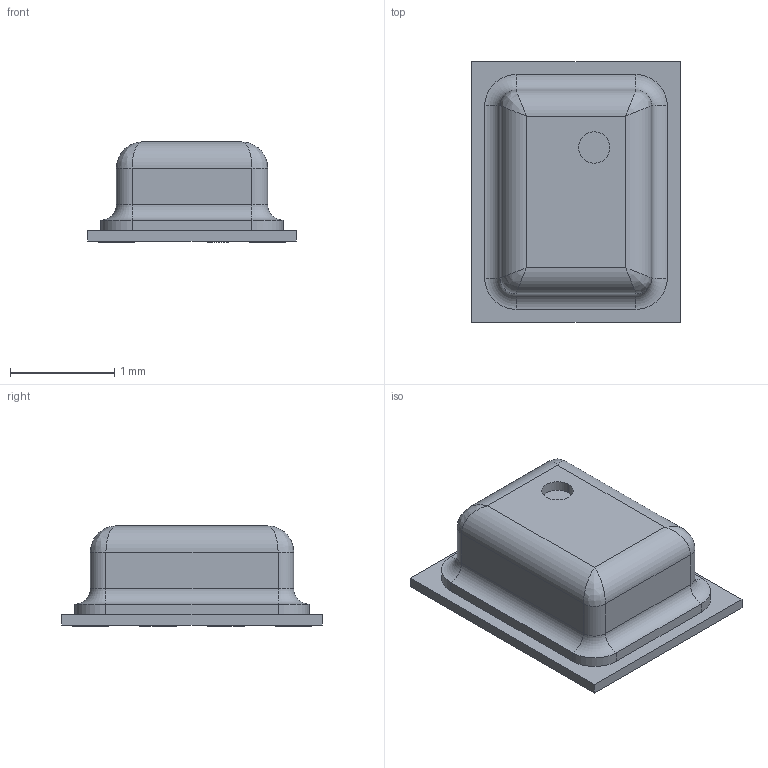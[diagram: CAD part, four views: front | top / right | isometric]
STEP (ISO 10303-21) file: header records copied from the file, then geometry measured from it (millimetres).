
FILE_DESCRIPTION (( 'STEP AP214' ), '1' );
FILE_NAME ('錨璃13.STEP', '2023-08-18T07:53:13', ( '' ), ( '' ), 'SwSTEP 2.0', 'SolidWorks 2020', '' );
FILE_SCHEMA (( 'AUTOMOTIVE_DESIGN' ));
Length unit declared in the file: millimetre
Products named in the file (1): 錨璃13
Bounding box: 2 x 2.5 x 0.96 mm (x, y, z)
Volume: 2.9 mm3; surface area: 15.6 mm2
Topology: 1 solids, 1 shells, 309 faces, 807 edges, 526 vertices
Faces by surface type: plane 183, bspline 102, cylinder 20, torus 4
Entity records: 13366 total; most frequent: CARTESIAN_POINT 3061, ORIENTED_EDGE 1606, DIRECTION 1043, EDGE_CURVE 803, VECTOR 563, LINE 563, VERTEX_POINT 526, EDGE_LOOP 339
